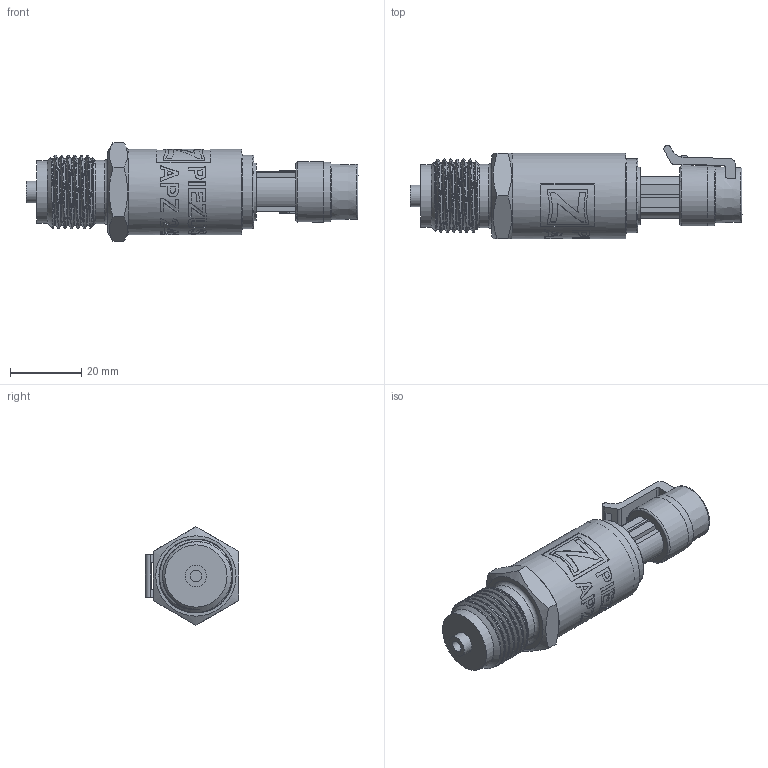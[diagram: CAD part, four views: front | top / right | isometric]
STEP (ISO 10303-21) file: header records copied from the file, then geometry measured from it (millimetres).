
FILE_DESCRIPTION(/* description */ (''),/* implementation_level */ '2;1');
FILE_NAME(/* name */ 'APZ2422_G1''2EN_Packard.step',/* time_stamp */ '2021-07-16T16:35:26+03:00',/* author */ (''),/* organization */ (''),/* preprocessor_version */ 'ST-DEVELOPER v18.1',/* originating_system */ 'Autodesk Translation Framework v10.9.0.1377',/* authorisation */ '');
FILE_SCHEMA (('AUTOMOTIVE_DESIGN { 1 0 10303 214 3 1 1 }'));
Length unit declared in the file: millimetre
Products named in the file (4): АПЗ 2422 - filled m20 and g1\2; G1/2 EN; Packard male v13; Packard female v5
Assembly tree (3 placements, depth 2):
  АПЗ 2422 - filled m20 and g1\2
    G1/2 EN
    Packard male v13
    Packard female v5
Bounding box: 93.41 x 26.22 x 27.71 mm (x, y, z)
Volume: 27273.9 mm3; surface area: 13445.8 mm2
Topology: 10 solids, 11 shells, 486 faces, 1258 edges, 836 vertices
Faces by surface type: bspline 230, plane 158, cylinder 66, cone 23, torus 9
Full cylindrical faces by diameter (mm): 1.5 x3, 3.3 x1, 6 x1, 10.123 x1, 12 x1, 12.623 x2, 13.9 x1, 16.2 x1, 16.9 x1, 17.5 x1, 17.8 x1, 18.2 x1, 18.6 x1, 18.631 x6, 20.2 x2, 20.8 x1, 22.65 x2, 24 x1
Entity records: 21991 total; most frequent: CARTESIAN_POINT 11466, ORIENTED_EDGE 2516, DIRECTION 1436, EDGE_CURVE 1258, VERTEX_POINT 836, LINE 562, VECTOR 562, EDGE_LOOP 542
